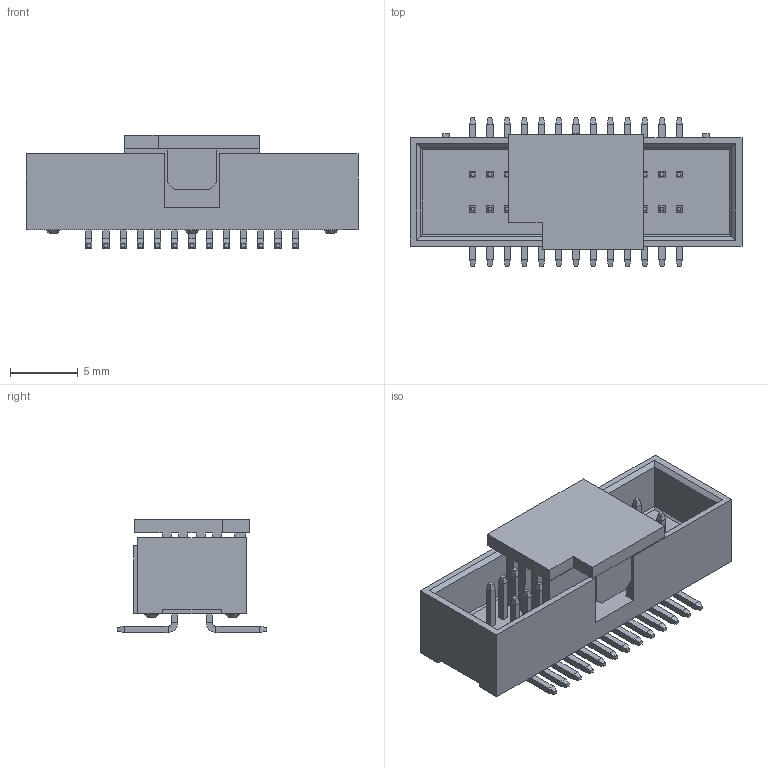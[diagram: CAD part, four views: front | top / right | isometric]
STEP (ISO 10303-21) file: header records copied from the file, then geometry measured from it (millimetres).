
FILE_DESCRIPTION( ('This file contains a STEP AP42 implementation' ,'as created by ZW3D STEP Interface translator.') ,'2;1' );
FILE_NAME( '3140-XXMXXBK00X1.stp' ,'231122.133424', (''), ('ZWCAD Software Co.'), 'Version 1.0', 'ZW3D to STEP translator', '' );
FILE_SCHEMA(('AUTOMOTIVE_DESIGN { 1 0 10303 214 1 1 1 1 }'));
Length unit declared in the file: millimetre
Products named in the file (3): 0; 3140-26MXXBK00R1; CAP3140-G201_2
Assembly tree (1 placements, depth 2):
  0
  3140-26MXXBK00R1
    CAP3140-G201_2
Bounding box: 24.51 x 11 x 8.35 mm (x, y, z)
Volume: 725.1 mm3; surface area: 1974.2 mm2
Topology: 2 solids, 2 shells, 893 faces, 2060 edges, 1230 vertices
Faces by surface type: plane 817, cylinder 70, cone 6
Full cylindrical faces by diameter (mm): 1 x6
Entity records: 25259 total; most frequent: CARTESIAN_POINT 4187, ORIENTED_EDGE 4120, DIRECTION 4000, EDGE_CURVE 2060, VECTOR 1914, LINE 1914, VERTEX_POINT 1230, AXIS2_PLACEMENT_3D 1043
